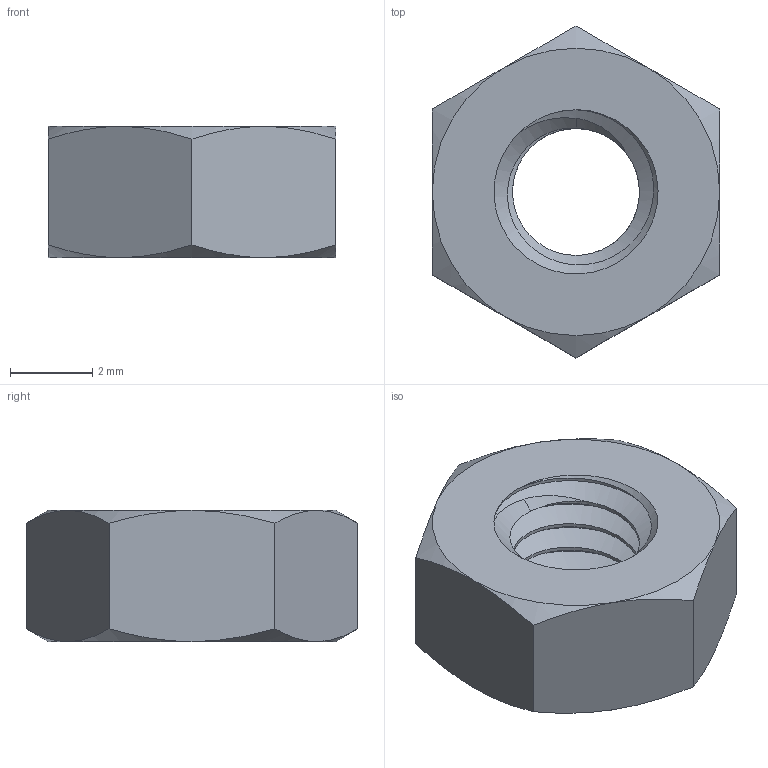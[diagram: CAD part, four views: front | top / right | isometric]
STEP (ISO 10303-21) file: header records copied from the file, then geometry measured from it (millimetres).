
FILE_DESCRIPTION(/* description */ (''),/* implementation_level */ '2;1');
FILE_NAME(/* name */ 'M4H-0 v1.step',/* time_stamp */ '2020-09-21T11:41:24-04:00',/* author */ (''),/* organization */ (''),/* preprocessor_version */ 'ST-DEVELOPER v18.1',/* originating_system */ 'Autodesk Translation Framework v9.3.0.1241',/* authorisation */ '');
FILE_SCHEMA (('AUTOMOTIVE_DESIGN { 1 0 10303 214 3 1 1 }'));
Length unit declared in the file: millimetre
Products named in the file (2): M4H-0; 90592A090_STEEL HEX NUT
Assembly tree (1 placements, depth 2):
  M4H-0
    90592A090_STEEL HEX NUT
Bounding box: 7 x 8.08 x 3.2 mm (x, y, z)
Volume: 102.4 mm3; surface area: 194.8 mm2
Topology: 1 solids, 1 shells, 36 faces, 86 edges, 52 vertices
Faces by surface type: cone 16, cylinder 10, plane 8, bspline 2
Full cylindrical faces by diameter (mm): 3.091 x2, 4 x4
Entity records: 1788 total; most frequent: CARTESIAN_POINT 1022, ORIENTED_EDGE 172, DIRECTION 128, EDGE_CURVE 86, AXIS2_PLACEMENT_3D 56, VERTEX_POINT 52, EDGE_LOOP 38, FACE_OUTER_BOUND 36
